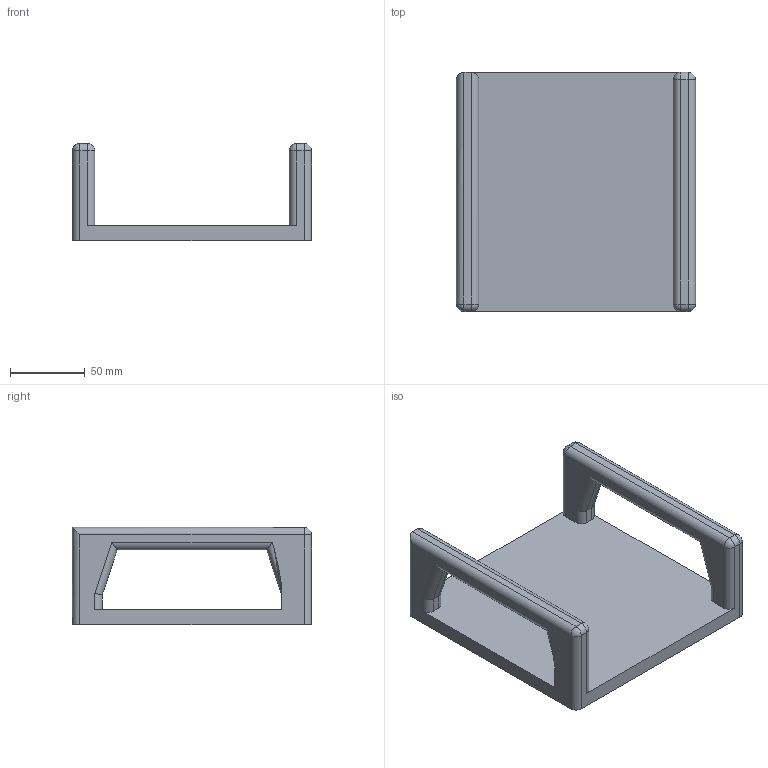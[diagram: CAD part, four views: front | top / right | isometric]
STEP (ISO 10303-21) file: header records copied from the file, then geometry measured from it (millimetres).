
FILE_DESCRIPTION(/* description */ (''),/* implementation_level */ '2;1');
FILE_NAME(/* name */ 'top-with-handles.step',/* time_stamp */ '2026-01-29T20:07:47+05:30',/* author */ (''),/* organization */ (''),/* preprocessor_version */ 'ST-DEVELOPER v20.1',/* originating_system */ 'Autodesk Translation Framework v14.24.0.0',/* authorisation */ '');
FILE_SCHEMA (('AUTOMOTIVE_DESIGN { 1 0 10303 214 3 1 1 }'));
Length unit declared in the file: millimetre
Products named in the file (1): 2026-01-29-20-07-47-593
Bounding box: 160 x 160 x 65 mm (x, y, z)
Volume: 374960.4 mm3; surface area: 83191.2 mm2
Topology: 1 solids, 1 shells, 63 faces, 152 edges, 89 vertices
Faces by surface type: cylinder 35, plane 20, sphere 6, torus 1, bspline 1
Entity records: 1899 total; most frequent: CARTESIAN_POINT 355, DIRECTION 333, ORIENTED_EDGE 304, EDGE_CURVE 152, AXIS2_PLACEMENT_3D 119, LINE 95, VECTOR 95, VERTEX_POINT 89
